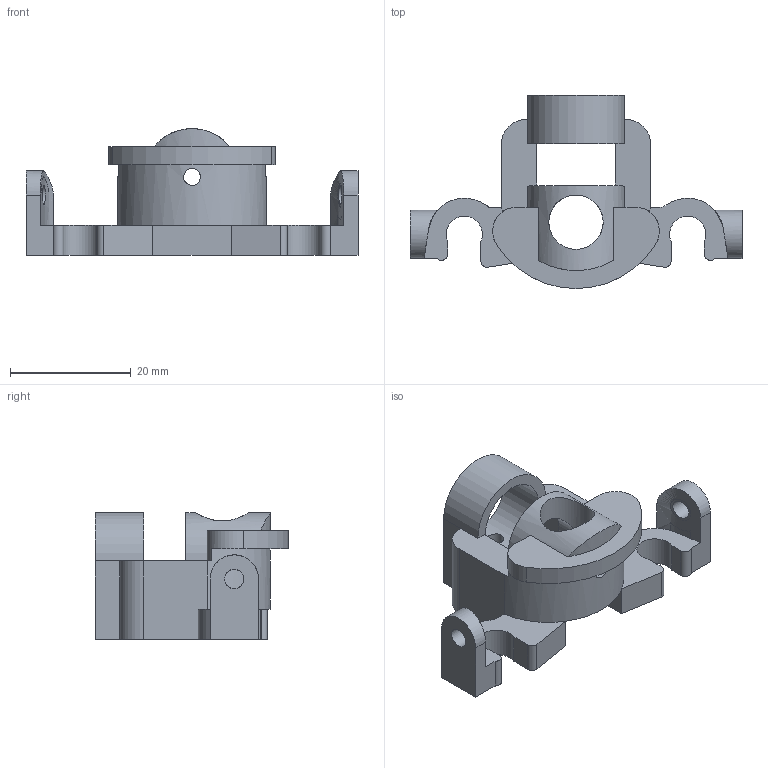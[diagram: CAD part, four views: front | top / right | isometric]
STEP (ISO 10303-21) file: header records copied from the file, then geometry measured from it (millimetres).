
FILE_DESCRIPTION(/* description */ (''),/* implementation_level */ '2;1');
FILE_NAME(/* name */ 'laser_soldermask_hi_res_mirror.step',/* time_stamp */ '2019-12-24T10:38:36+01:00',/* author */ (''),/* organization */ (''),/* preprocessor_version */ 'ST-DEVELOPER v18',/* originating_system */ 'Autodesk Translation Framework v8.12.0.6',/* authorisation */ '');
FILE_SCHEMA (('AUTOMOTIVE_DESIGN { 1 0 10303 214 3 1 1 }'));
Length unit declared in the file: millimetre
Products named in the file (1): laser_soldermask_print
Bounding box: 55 x 32 x 21 mm (x, y, z)
Surface area: 5433.3 mm2 (no closed solid volume)
Topology: 0 solids, 1 shells, 80 faces, 233 edges, 153 vertices
Faces by surface type: plane 44, cylinder 31, bspline 5
Full cylindrical faces by diameter (mm): 2.8 x2, 3.2 x2, 6 x1, 8 x1, 9 x1, 12.4 x1
Entity records: 3171 total; most frequent: CARTESIAN_POINT 984, ORIENTED_EDGE 460, DIRECTION 435, EDGE_CURVE 233, VERTEX_POINT 153, LINE 149, VECTOR 149, AXIS2_PLACEMENT_3D 143
